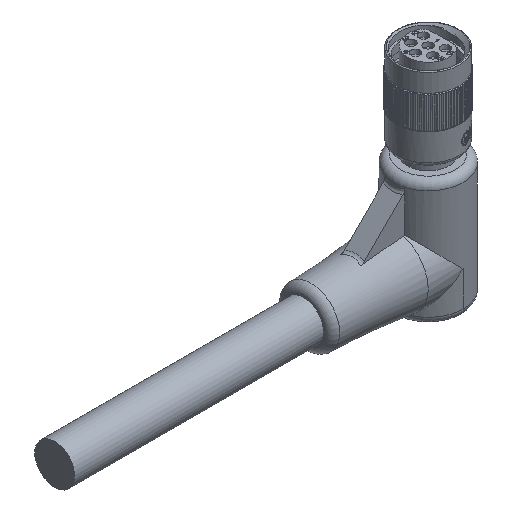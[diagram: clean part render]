
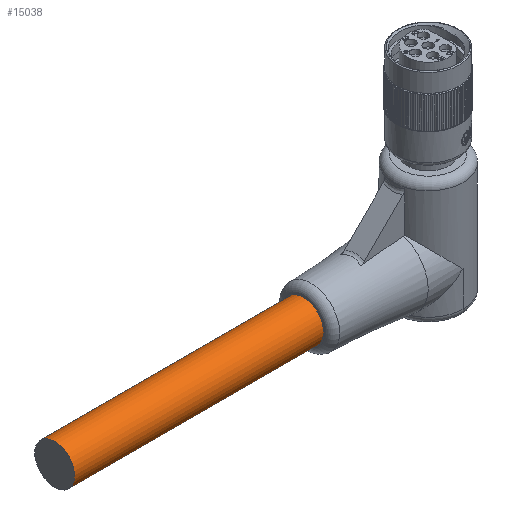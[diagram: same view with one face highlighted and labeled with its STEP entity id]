
A CAD part, isometric view. The second image highlights one B-rep face of the part: STEP entity #15038.
In plain terms, the highlighted cylindrical face has radius 4 mm (diameter 8 mm), a full revolution.
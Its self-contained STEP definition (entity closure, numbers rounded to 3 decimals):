
#837=LINE('',#21565,#1825);
#1825=VECTOR('',#17484,4.);
#2811=CYLINDRICAL_SURFACE('',#15968,4.);
#3161=FACE_OUTER_BOUND('',#4024,.T.);
#4024=EDGE_LOOP('',(#9428,#9429,#9430,#9431));
#4968=CIRCLE('',#15969,4.);
#4969=CIRCLE('',#15970,4.);
#5705=VERTEX_POINT('',#21562);
#5706=VERTEX_POINT('',#21564);
#7155=EDGE_CURVE('',#5705,#5705,#4968,.T.);
#7156=EDGE_CURVE('',#5705,#5706,#837,.T.);
#7157=EDGE_CURVE('',#5706,#5706,#4969,.T.);
#9428=ORIENTED_EDGE('',*,*,#7155,.F.);
#9429=ORIENTED_EDGE('',*,*,#7156,.T.);
#9430=ORIENTED_EDGE('',*,*,#7157,.T.);
#9431=ORIENTED_EDGE('',*,*,#7156,.F.);
#15038=ADVANCED_FACE('',(#3161),#2811,.T.);
#15968=AXIS2_PLACEMENT_3D('',#21561,#17480,#17481);
#15969=AXIS2_PLACEMENT_3D('',#21563,#17482,#17483);
#15970=AXIS2_PLACEMENT_3D('',#21566,#17485,#17486);
#17480=DIRECTION('center_axis',(1.,0.,0.));
#17481=DIRECTION('ref_axis',(0.,-0.016,
-1.));
#17482=DIRECTION('center_axis',(1.,0.,0.));
#17483=DIRECTION('ref_axis',(0.,-0.016,
-1.));
#17484=DIRECTION('',(-1.,0.,0.));
#17485=DIRECTION('center_axis',(1.,0.,0.));
#17486=DIRECTION('ref_axis',(0.,-0.016,
-1.));
#21561=CARTESIAN_POINT('Origin',(-75.,0.,-20.913));
#21562=CARTESIAN_POINT('',(-25.,0.064,-16.914));
#21563=CARTESIAN_POINT('Origin',(-25.,0.,-20.913));
#21564=CARTESIAN_POINT('',(-75.,0.064,-16.914));
#21565=CARTESIAN_POINT('',(-75.,0.064,-16.914));
#21566=CARTESIAN_POINT('Origin',(-75.,0.,-20.913));
